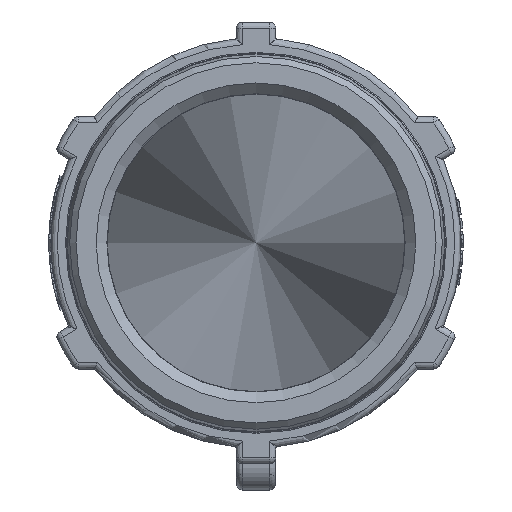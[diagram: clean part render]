
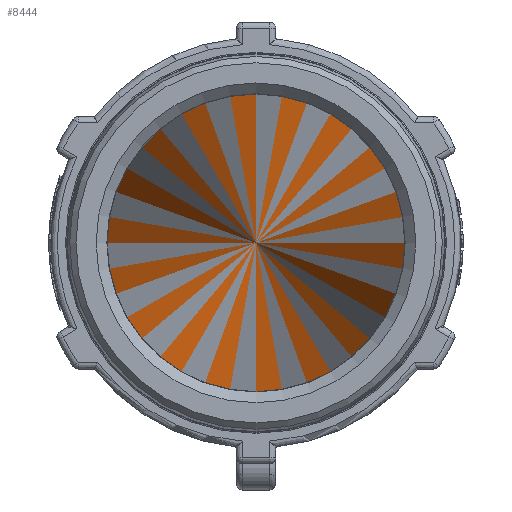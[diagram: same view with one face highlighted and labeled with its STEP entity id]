
A CAD part, left-side view. The second image highlights one B-rep face of the part: STEP entity #8444.
In plain terms, the highlighted conical face has half-angle 1.78 degrees and reference radius 41.632 mm.
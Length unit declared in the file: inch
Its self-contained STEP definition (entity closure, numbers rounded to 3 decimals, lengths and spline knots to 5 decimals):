
#848=FACE_OUTER_BOUND('',#1364,.T.);
#1364=EDGE_LOOP('',(#5793,#5794,#5795));
#1934=B_SPLINE_CURVE_WITH_KNOTS('',3,(#12581,#12582,#12583,#12584,#12585,
#12586,#12587,#12588,#12589,#12590,#12591,#12592,#12593,#12594,#12595,#12596,
#12597,#12598,#12599,#12600,#12601,#12602,#12603,#12604,#12605,#12606,#12607,
#12608,#12609,#12610,#12611,#12612,#12613,#12614,#12615,#12616,#12617,#12618,
#12619,#12620,#12621,#12622,#12623),.UNSPECIFIED.,.F.,.F.,(4,3,3,3,3,3,
3,3,3,3,3,3,3,3,4),(-40.8407,-40.52084,-40.02668,
-39.53252,-39.03837,-38.54421,-38.05005,
-37.5559,-37.06174,-36.56758,-36.07343,
-35.57927,-35.08512,-34.59096,-34.55752),
 .UNSPECIFIED.);
#2450=LINE('',#11371,#2975);
#2469=LINE('',#12580,#2994);
#2975=VECTOR('',#9609,1.63907);
#2994=VECTOR('',#9680,1.63907);
#3500=VERTEX_POINT('',#11369);
#3501=VERTEX_POINT('',#11370);
#3555=VERTEX_POINT('',#12579);
#4376=EDGE_CURVE('',#3500,#3501,#2450,.T.);
#4438=EDGE_CURVE('',#3555,#3501,#2469,.T.);
#4439=EDGE_CURVE('',#3555,#3500,#1934,.T.);
#5793=ORIENTED_EDGE('',*,*,#4376,.T.);
#5794=ORIENTED_EDGE('',*,*,#4438,.F.);
#5795=ORIENTED_EDGE('',*,*,#4439,.T.);
#8426=CONICAL_SURFACE('',#9012,1.63907,0.031);
#8444=ADVANCED_FACE('',(#848),#8426,.T.);
#9012=AXIS2_PLACEMENT_3D('',#12578,#9678,#9679);
#9609=DIRECTION('',(1.,-0.031,0.));
#9678=DIRECTION('center_axis',(1.,0.,0.));
#9679=DIRECTION('ref_axis',(0.,1.,0.));
#9680=DIRECTION('',(-1.,0.031,0.));
#11369=CARTESIAN_POINT('',(0.72096,-1.64241,0.));
#11370=CARTESIAN_POINT('',(0.83695,-1.64601,0.));
#11371=CARTESIAN_POINT('',(0.61348,-1.63907,0.));
#12578=CARTESIAN_POINT('Origin',(0.61348,0.,0.));
#12579=CARTESIAN_POINT('',(0.84596,-1.64629,0.));
#12580=CARTESIAN_POINT('',(0.61348,-1.63907,0.));
#12581=CARTESIAN_POINT('Ctrl Pts',(0.84596,-1.6462,
-0.00003));
#12582=CARTESIAN_POINT('Ctrl Pts',(0.84384,-1.64601,
0.17552));
#12583=CARTESIAN_POINT('Ctrl Pts',(0.84172,-1.61796,
0.3511));
#12584=CARTESIAN_POINT('Ctrl Pts',(0.8396,-1.56273,0.51764));
#12585=CARTESIAN_POINT('Ctrl Pts',(0.83632,-1.47739,
0.77493));
#12586=CARTESIAN_POINT('Ctrl Pts',(0.83305,-1.32717,
1.01067));
#12587=CARTESIAN_POINT('Ctrl Pts',(0.82977,-1.13005,1.19668));
#12588=CARTESIAN_POINT('Ctrl Pts',(0.82649,-0.93294,
1.38268));
#12589=CARTESIAN_POINT('Ctrl Pts',(0.82322,-0.68892,
1.51895));
#12590=CARTESIAN_POINT('Ctrl Pts',(0.81994,-0.42721,
1.5892));
#12591=CARTESIAN_POINT('Ctrl Pts',(0.81666,-0.16551,
1.65944));
#12592=CARTESIAN_POINT('Ctrl Pts',(0.81338,0.11389,
1.66367));
#12593=CARTESIAN_POINT('Ctrl Pts',(0.81011,0.37756,
1.6014));
#12594=CARTESIAN_POINT('Ctrl Pts',(0.80683,0.64123,
1.53914));
#12595=CARTESIAN_POINT('Ctrl Pts',(0.80355,0.88917,
1.41037));
#12596=CARTESIAN_POINT('Ctrl Pts',(0.80028,1.09172,1.23053));
#12597=CARTESIAN_POINT('Ctrl Pts',(0.797,1.29427,1.05068));
#12598=CARTESIAN_POINT('Ctrl Pts',(0.79372,1.45145,0.81977));
#12599=CARTESIAN_POINT('Ctrl Pts',(0.79045,1.54445,0.56542));
#12600=CARTESIAN_POINT('Ctrl Pts',(0.78717,1.63746,0.31107));
#12601=CARTESIAN_POINT('Ctrl Pts',(0.78389,1.66631,0.03329));
#12602=CARTESIAN_POINT('Ctrl Pts',(0.78061,1.62756,-0.2347));
#12603=CARTESIAN_POINT('Ctrl Pts',(0.77734,1.58881,-0.50268));
#12604=CARTESIAN_POINT('Ctrl Pts',(0.77406,1.48248,-0.76086));
#12605=CARTESIAN_POINT('Ctrl Pts',(0.77078,1.32129,-0.97837));
#12606=CARTESIAN_POINT('Ctrl Pts',(0.76751,1.16011,-1.19588));
#12607=CARTESIAN_POINT('Ctrl Pts',(0.76423,0.94408,
-1.37271));
#12608=CARTESIAN_POINT('Ctrl Pts',(0.76095,0.69907,
-1.48773));
#12609=CARTESIAN_POINT('Ctrl Pts',(0.75768,0.45405,
-1.60275));
#12610=CARTESIAN_POINT('Ctrl Pts',(0.7544,0.18005,-1.65595));
#12611=CARTESIAN_POINT('Ctrl Pts',(0.75112,-0.09016,
-1.641));
#12612=CARTESIAN_POINT('Ctrl Pts',(0.74785,-0.36037,
-1.62606));
#12613=CARTESIAN_POINT('Ctrl Pts',(0.74457,-0.62678,-1.54295));
#12614=CARTESIAN_POINT('Ctrl Pts',(0.74129,-0.85753,-1.40167));
#12615=CARTESIAN_POINT('Ctrl Pts',(0.73801,-1.08827,
-1.26038));
#12616=CARTESIAN_POINT('Ctrl Pts',(0.73474,-1.28336,-1.0609));
#12617=CARTESIAN_POINT('Ctrl Pts',(0.73146,-1.41947,-0.82711));
#12618=CARTESIAN_POINT('Ctrl Pts',(0.72818,-1.55558,
-0.59333));
#12619=CARTESIAN_POINT('Ctrl Pts',(0.72491,-1.6327,
-0.32524));
#12620=CARTESIAN_POINT('Ctrl Pts',(0.72163,-1.64164,
-0.05492));
#12621=CARTESIAN_POINT('Ctrl Pts',(0.72141,-1.64225,-0.03662));
#12622=CARTESIAN_POINT('Ctrl Pts',(0.72119,-1.64254,
-0.01832));
#12623=CARTESIAN_POINT('Ctrl Pts',(0.72096,-1.64252,
-0.00002));
